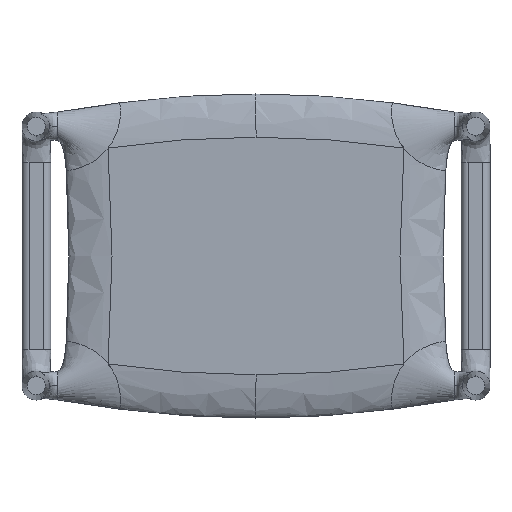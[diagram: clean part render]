
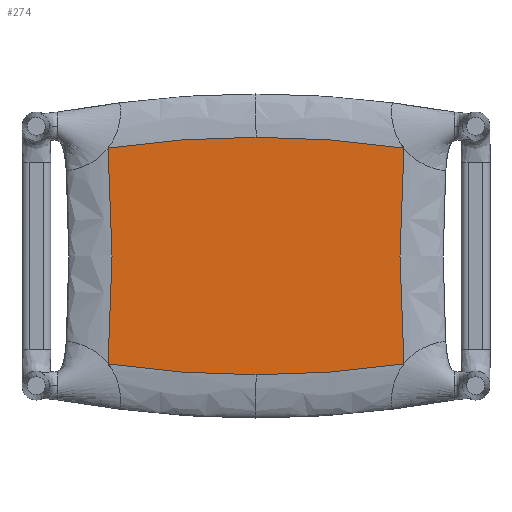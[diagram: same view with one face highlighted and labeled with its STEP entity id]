
A CAD part, front view. The second image highlights one B-rep face of the part: STEP entity #274.
In plain terms, the highlighted planar face has unit normal (0, -1, 0).
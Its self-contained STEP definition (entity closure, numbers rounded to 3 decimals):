
#131 = CARTESIAN_POINT ( 'NONE',  ( -205.453, 358.85, 149.955 ) ) ;
#274 = ADVANCED_FACE ( 'NONE', ( #4831 ), #15279, .F. ) ;
#495 = CARTESIAN_POINT ( 'NONE',  ( 43.41, 358.85, -165. ) ) ;
#562 = CARTESIAN_POINT ( 'NONE',  ( -198.3, 358.85, 150.996 ) ) ;
#636 = CARTESIAN_POINT ( 'NONE',  ( -204.316, 358.85, 134.356 ) ) ;
#850 = CARTESIAN_POINT ( 'NONE',  ( -199.997, 358.85, 0. ) ) ;
#1189 = DIRECTION ( 'NONE',  ( 0., 0., 1. ) ) ;
#1544 = ORIENTED_EDGE ( 'NONE', *, *, #13854, .T. ) ;
#2053 = EDGE_CURVE ( 'NONE', #8974, #16258, #19122, .T. ) ;
#2341 = CARTESIAN_POINT ( 'NONE',  ( -200., 358.85, 34.387 ) ) ;
#2488 = CARTESIAN_POINT ( 'NONE',  ( -201.877, 358.85, 150.483 ) ) ;
#2740 = CARTESIAN_POINT ( 'NONE',  ( -68.851, 358.85, -165. ) ) ;
#3207 = CARTESIAN_POINT ( 'NONE',  ( 199.997, 358.85, 0. ) ) ;
#3315 = VERTEX_POINT ( 'NONE', #4935 ) ;
#3695 = CARTESIAN_POINT ( 'NONE',  ( 68.851, 358.85, 165. ) ) ;
#3853 = B_SPLINE_CURVE_WITH_KNOTS ( 'NONE', 3,
 ( #11534, #2341, #9239, #16199, #636, #7541 ),
 .UNSPECIFIED., .F., .F.,
 ( 4, 2, 4 ),
 ( 0.5, 0.732, 0.838 ),
 .UNSPECIFIED. ) ;
#4004 = CARTESIAN_POINT ( 'NONE',  ( -205.453, 358.85, -149.955 ) ) ;
#4006 = VERTEX_POINT ( 'NONE', #12053 ) ;
#4186 = VERTEX_POINT ( 'NONE', #20943 ) ;
#4560 = CARTESIAN_POINT ( 'NONE',  ( -137.335, 358.85, -159.986 ) ) ;
#4831 = FACE_OUTER_BOUND ( 'NONE', #16064, .T. ) ;
#4935 = CARTESIAN_POINT ( 'NONE',  ( 199.997, 358.85, 0. ) ) ;
#5598 = CARTESIAN_POINT ( 'NONE',  ( 201.877, 358.85, -150.483 ) ) ;
#6240 = CARTESIAN_POINT ( 'NONE',  ( 0., 358.85, -165. ) ) ;
#6836 = ORIENTED_EDGE ( 'NONE', *, *, #14947, .F. ) ;
#6919 = CARTESIAN_POINT ( 'NONE',  ( 201.813, 358.85, 99.971 ) ) ;
#7200 = EDGE_CURVE ( 'NONE', #12072, #10095, #15907, .T. ) ;
#7259 = ORIENTED_EDGE ( 'NONE', *, *, #2053, .F. ) ;
#7465 = CARTESIAN_POINT ( 'NONE',  ( -173.224, 358.85, 154.491 ) ) ;
#7541 = CARTESIAN_POINT ( 'NONE',  ( -205.453, 358.85, 149.955 ) ) ;
#8117 = EDGE_CURVE ( 'NONE', #4006, #16258, #13760, .T. ) ;
#8309 = CARTESIAN_POINT ( 'NONE',  ( 203.357, 358.85, -118.742 ) ) ;
#8539 = CARTESIAN_POINT ( 'NONE',  ( 199.997, 358.85, 0. ) ) ;
#8621 = CARTESIAN_POINT ( 'NONE',  ( 205.453, 358.85, 149.955 ) ) ;
#8771 = CARTESIAN_POINT ( 'NONE',  ( 198.3, 358.85, -150.996 ) ) ;
#8828 = EDGE_CURVE ( 'NONE', #9892, #10095, #17236, .T. ) ;
#8974 = VERTEX_POINT ( 'NONE', #14637 ) ;
#9091 = CARTESIAN_POINT ( 'NONE',  ( 86.82, 358.85, -162.995 ) ) ;
#9239 = CARTESIAN_POINT ( 'NONE',  ( -200.859, 358.85, 68.775 ) ) ;
#9570 = CARTESIAN_POINT ( 'NONE',  ( -205.453, 358.85, -149.955 ) ) ;
#9689 = CARTESIAN_POINT ( 'NONE',  ( -199.993, 358.85, -49.986 ) ) ;
#9892 = VERTEX_POINT ( 'NONE', #131 ) ;
#10040 = DIRECTION ( 'NONE',  ( 0., 1., 0. ) ) ;
#10043 = ORIENTED_EDGE ( 'NONE', *, *, #11521, .F. ) ;
#10095 = VERTEX_POINT ( 'NONE', #14643 ) ;
#10318 = B_SPLINE_CURVE_WITH_KNOTS ( 'NONE', 3,
 ( #850, #9689, #20000, #9570 ),
 .UNSPECIFIED., .F., .F.,
 ( 4, 4 ),
 ( 0.5, 1. ),
 .UNSPECIFIED. ) ;
#10611 = CARTESIAN_POINT ( 'NONE',  ( 0., 358.85, 165. ) ) ;
#10727 = CARTESIAN_POINT ( 'NONE',  ( 137.335, 358.85, 159.986 ) ) ;
#10891 = CARTESIAN_POINT ( 'NONE',  ( -86.82, 358.85, 162.995 ) ) ;
#11091 = CARTESIAN_POINT ( 'NONE',  ( 0., 358.85, -165. ) ) ;
#11229 = CARTESIAN_POINT ( 'NONE',  ( -43.41, 358.85, 165. ) ) ;
#11521 = EDGE_CURVE ( 'NONE', #3315, #8974, #15551, .T. ) ;
#11534 = CARTESIAN_POINT ( 'NONE',  ( -199.997, 358.85, 0. ) ) ;
#11662 = AXIS2_PLACEMENT_3D ( 'NONE', #11867, #10040, #1189 ) ;
#11867 = CARTESIAN_POINT ( 'NONE',  ( -1132.5, 358.85, 622.75 ) ) ;
#12053 = CARTESIAN_POINT ( 'NONE',  ( -205.453, 358.85, -149.955 ) ) ;
#12072 = VERTEX_POINT ( 'NONE', #13078 ) ;
#12324 = EDGE_CURVE ( 'NONE', #3315, #12072, #20393, .T. ) ;
#12644 = CARTESIAN_POINT ( 'NONE',  ( 173.224, 358.85, -154.491 ) ) ;
#12944 = CARTESIAN_POINT ( 'NONE',  ( -205.453, 358.85, 149.955 ) ) ;
#13078 = CARTESIAN_POINT ( 'NONE',  ( 205.453, 358.85, 149.955 ) ) ;
#13760 = B_SPLINE_CURVE_WITH_KNOTS ( 'NONE', 3,
 ( #4004, #4560, #2740, #6240 ),
 .UNSPECIFIED., .F., .F.,
 ( 4, 4 ),
 ( 0., 1. ),
 .UNSPECIFIED. ) ;
#13854 = EDGE_CURVE ( 'NONE', #4186, #4006, #10318, .T. ) ;
#14412 = CARTESIAN_POINT ( 'NONE',  ( 0., 358.85, 165. ) ) ;
#14585 = ORIENTED_EDGE ( 'NONE', *, *, #7200, .T. ) ;
#14637 = CARTESIAN_POINT ( 'NONE',  ( 205.453, 358.85, -149.955 ) ) ;
#14643 = CARTESIAN_POINT ( 'NONE',  ( 0., 358.85, 165. ) ) ;
#14947 = EDGE_CURVE ( 'NONE', #4186, #9892, #3853, .T. ) ;
#15081 = ORIENTED_EDGE ( 'NONE', *, *, #12324, .T. ) ;
#15279 = PLANE ( 'NONE',  #11662 ) ;
#15491 = CARTESIAN_POINT ( 'NONE',  ( 205.453, 358.85, -149.955 ) ) ;
#15551 = B_SPLINE_CURVE_WITH_KNOTS ( 'NONE', 3,
 ( #8539, #17068, #18753, #8309, #18871, #15491 ),
 .UNSPECIFIED., .F., .F.,
 ( 4, 2, 4 ),
 ( 0., 0.687, 1. ),
 .UNSPECIFIED. ) ;
#15724 = CARTESIAN_POINT ( 'NONE',  ( 151.658, 358.85, -156.991 ) ) ;
#15907 = B_SPLINE_CURVE_WITH_KNOTS ( 'NONE', 3,
 ( #20814, #10727, #3695, #10611 ),
 .UNSPECIFIED., .F., .F.,
 ( 4, 4 ),
 ( 0., 1. ),
 .UNSPECIFIED. ) ;
#16064 = EDGE_LOOP ( 'NONE', ( #6836, #1544, #22430, #7259, #10043, #15081, #14585, #17253 ) ) ;
#16199 = CARTESIAN_POINT ( 'NONE',  ( -203.357, 358.85, 118.742 ) ) ;
#16258 = VERTEX_POINT ( 'NONE', #11091 ) ;
#17068 = CARTESIAN_POINT ( 'NONE',  ( 200., 358.85, -34.387 ) ) ;
#17236 = B_SPLINE_CURVE_WITH_KNOTS ( 'NONE', 3,
 ( #12944, #2488, #562, #7465, #19379, #10891, #11229, #14412 ),
 .UNSPECIFIED., .F., .F.,
 ( 4, 2, 2, 4 ),
 ( 0.251, 0.29, 0.527, 1. ),
 .UNSPECIFIED. ) ;
#17253 = ORIENTED_EDGE ( 'NONE', *, *, #8828, .F. ) ;
#18604 = CARTESIAN_POINT ( 'NONE',  ( 199.993, 358.85, 49.986 ) ) ;
#18753 = CARTESIAN_POINT ( 'NONE',  ( 200.859, 358.85, -68.775 ) ) ;
#18871 = CARTESIAN_POINT ( 'NONE',  ( 204.316, 358.85, -134.356 ) ) ;
#19122 = B_SPLINE_CURVE_WITH_KNOTS ( 'NONE', 3,
 ( #22171, #5598, #8771, #12644, #15724, #9091, #495, #21006 ),
 .UNSPECIFIED., .F., .F.,
 ( 4, 2, 2, 4 ),
 ( 0.251, 0.29, 0.527, 1. ),
 .UNSPECIFIED. ) ;
#19379 = CARTESIAN_POINT ( 'NONE',  ( -151.658, 358.85, 156.991 ) ) ;
#20000 = CARTESIAN_POINT ( 'NONE',  ( -201.813, 358.85, -99.971 ) ) ;
#20393 = B_SPLINE_CURVE_WITH_KNOTS ( 'NONE', 3,
 ( #3207, #18604, #6919, #8621 ),
 .UNSPECIFIED., .F., .F.,
 ( 4, 4 ),
 ( 0.5, 1. ),
 .UNSPECIFIED. ) ;
#20814 = CARTESIAN_POINT ( 'NONE',  ( 205.453, 358.85, 149.955 ) ) ;
#20943 = CARTESIAN_POINT ( 'NONE',  ( -199.997, 358.85, 0. ) ) ;
#21006 = CARTESIAN_POINT ( 'NONE',  ( 0., 358.85, -165. ) ) ;
#22171 = CARTESIAN_POINT ( 'NONE',  ( 205.453, 358.85, -149.955 ) ) ;
#22430 = ORIENTED_EDGE ( 'NONE', *, *, #8117, .T. ) ;
